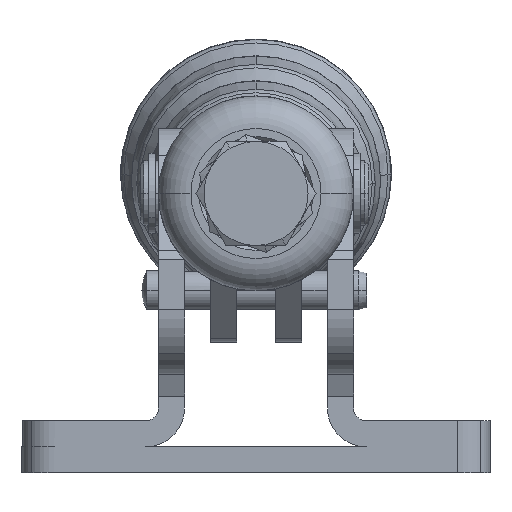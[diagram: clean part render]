
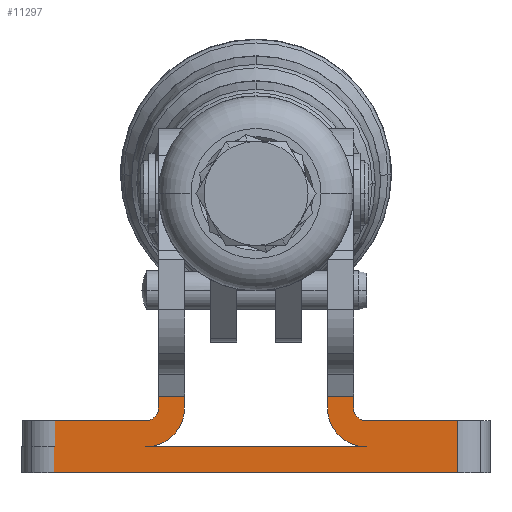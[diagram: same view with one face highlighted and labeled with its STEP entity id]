
A CAD part, left-side view. The second image highlights one B-rep face of the part: STEP entity #11297.
In plain terms, the highlighted planar face has unit normal (-1, 0, 0).
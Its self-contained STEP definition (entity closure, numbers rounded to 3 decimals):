
#3344=CARTESIAN_POINT('',(-71.807,-47.218,-40.696));
#3345=VERTEX_POINT('',#3344);
#3353=CARTESIAN_POINT('',(-71.807,-47.219,-40.696));
#3354=VERTEX_POINT('',#3353);
#3355=CARTESIAN_POINT('',(-66.807,-47.219,-40.696));
#3356=DIRECTION('',(0.,0.,-1.0));
#3357=DIRECTION('',(-0.707,0.707,0.));
#3358=AXIS2_PLACEMENT_3D('',#3355,#3356,#3357);
#3359=CIRCLE('',#3358,5.0);
#3360=EDGE_CURVE('',#3354,#3345,#3359,.T.);
#3362=CARTESIAN_POINT('',(-71.807,-47.219,-36.696));
#3363=VERTEX_POINT('',#3362);
#3364=CARTESIAN_POINT('',(-71.807,-47.219,-36.696));
#3365=DIRECTION('',(0.0,0.0,-1.0));
#3366=VECTOR('',#3365,4.0);
#3367=LINE('',#3364,#3366);
#3368=EDGE_CURVE('',#3363,#3354,#3367,.T.);
#3935=CARTESIAN_POINT('',(-71.807,-47.218,-44.696));
#3936=VERTEX_POINT('',#3935);
#3944=CARTESIAN_POINT('',(-71.807,-47.218,-44.696));
#3945=DIRECTION('',(0.0,0.0,1.0));
#3946=VECTOR('',#3945,4.);
#3947=LINE('',#3944,#3946);
#3948=EDGE_CURVE('',#3936,#3345,#3947,.T.);
#9256=CARTESIAN_POINT('',(-71.807,-109.218,-44.696));
#9257=VERTEX_POINT('',#9256);
#9265=CARTESIAN_POINT('',(-71.807,-47.218,-44.696));
#9266=DIRECTION('',(0.0,-1.0,0.0));
#9267=VECTOR('',#9266,62.);
#9268=LINE('',#9265,#9267);
#9269=EDGE_CURVE('',#3936,#9257,#9268,.T.);
#9423=CARTESIAN_POINT('',(-71.807,-95.219,-40.696));
#9424=VERTEX_POINT('',#9423);
#9441=CARTESIAN_POINT('',(-71.807,-61.219,-40.696));
#9442=VERTEX_POINT('',#9441);
#9449=CARTESIAN_POINT('',(-71.807,-95.219,-40.696));
#9450=DIRECTION('',(0.0,1.0,0.0));
#9451=VECTOR('',#9450,34.);
#9452=LINE('',#9449,#9451);
#9453=EDGE_CURVE('',#9424,#9442,#9452,.T.);
#9697=CARTESIAN_POINT('',(-71.807,-67.219,-34.696));
#9698=VERTEX_POINT('',#9697);
#9699=CARTESIAN_POINT('',(-71.807,-61.219,-34.696));
#9700=DIRECTION('',(-1.0,0.0,0.0));
#9701=DIRECTION('',(0.0,0.0,-1.0));
#9702=AXIS2_PLACEMENT_3D('',#9699,#9700,#9701);
#9703=CIRCLE('',#9702,6.);
#9704=EDGE_CURVE('',#9442,#9698,#9703,.T.);
#9751=CARTESIAN_POINT('',(-71.807,-63.219,-34.696));
#9752=VERTEX_POINT('',#9751);
#9753=CARTESIAN_POINT('',(-71.807,-61.219,-36.696));
#9754=VERTEX_POINT('',#9753);
#9755=CARTESIAN_POINT('',(-71.807,-61.219,-34.696));
#9756=DIRECTION('',(1.0,0.0,0.0));
#9757=DIRECTION('',(0.0,0.0,-1.0));
#9758=AXIS2_PLACEMENT_3D('',#9755,#9756,#9757);
#9759=CIRCLE('',#9758,2.);
#9760=EDGE_CURVE('',#9752,#9754,#9759,.T.);
#9826=CARTESIAN_POINT('',(-71.807,-47.219,-36.696));
#9827=DIRECTION('',(0.0,-1.0,0.0));
#9828=VECTOR('',#9827,14.);
#9829=LINE('',#9826,#9828);
#9830=EDGE_CURVE('',#3363,#9754,#9829,.T.);
#10380=CARTESIAN_POINT('',(-71.807,-63.219,-32.873));
#10381=VERTEX_POINT('',#10380);
#10388=CARTESIAN_POINT('',(-71.807,-67.219,-32.873));
#10389=VERTEX_POINT('',#10388);
#10390=CARTESIAN_POINT('',(-71.807,-67.219,-32.873));
#10391=DIRECTION('',(0.0,1.0,0.0));
#10392=VECTOR('',#10391,4.0);
#10393=LINE('',#10390,#10392);
#10394=EDGE_CURVE('',#10389,#10381,#10393,.T.);
#10489=CARTESIAN_POINT('',(-71.807,-63.219,-34.696));
#10490=DIRECTION('',(0.0,0.0,1.0));
#10491=VECTOR('',#10490,1.823);
#10492=LINE('',#10489,#10491);
#10493=EDGE_CURVE('',#9752,#10381,#10492,.T.);
#10567=CARTESIAN_POINT('',(-71.807,-67.219,-32.873));
#10568=DIRECTION('',(0.0,0.0,-1.0));
#10569=VECTOR('',#10568,1.823);
#10570=LINE('',#10567,#10569);
#10571=EDGE_CURVE('',#10389,#9698,#10570,.T.);
#10585=CARTESIAN_POINT('',(-71.807,-89.219,-34.696));
#10586=VERTEX_POINT('',#10585);
#10587=CARTESIAN_POINT('',(-71.807,-95.219,-34.696));
#10588=DIRECTION('',(1.0,0.0,0.0));
#10589=DIRECTION('',(0.0,0.0,-1.0));
#10590=AXIS2_PLACEMENT_3D('',#10587,#10588,#10589);
#10591=CIRCLE('',#10590,6.);
#10592=EDGE_CURVE('',#9424,#10586,#10591,.T.);
#10618=CARTESIAN_POINT('',(-71.807,-93.219,-34.696));
#10619=VERTEX_POINT('',#10618);
#10620=CARTESIAN_POINT('',(-71.807,-95.219,-36.696));
#10621=VERTEX_POINT('',#10620);
#10622=CARTESIAN_POINT('',(-71.807,-95.219,-34.696));
#10623=DIRECTION('',(-1.0,0.0,0.0));
#10624=DIRECTION('',(0.0,0.0,-1.0));
#10625=AXIS2_PLACEMENT_3D('',#10622,#10623,#10624);
#10626=CIRCLE('',#10625,2.);
#10627=EDGE_CURVE('',#10619,#10621,#10626,.T.);
#10661=CARTESIAN_POINT('',(-71.807,-109.218,-36.696));
#10662=VERTEX_POINT('',#10661);
#10663=CARTESIAN_POINT('',(-71.807,-109.218,-36.696));
#10664=DIRECTION('',(0.0,1.0,0.0));
#10665=VECTOR('',#10664,14.);
#10666=LINE('',#10663,#10665);
#10667=EDGE_CURVE('',#10662,#10621,#10666,.T.);
#10824=CARTESIAN_POINT('',(-71.807,-109.218,-36.696));
#10825=DIRECTION('',(0.0,0.0,-1.0));
#10826=VECTOR('',#10825,8.);
#10827=LINE('',#10824,#10826);
#10828=EDGE_CURVE('',#10662,#9257,#10827,.T.);
#11189=CARTESIAN_POINT('',(-71.807,-89.219,-32.873));
#11190=VERTEX_POINT('',#11189);
#11197=CARTESIAN_POINT('',(-71.807,-93.219,-32.873));
#11198=VERTEX_POINT('',#11197);
#11199=CARTESIAN_POINT('',(-71.807,-89.219,-32.873));
#11200=DIRECTION('',(0.0,-1.0,0.0));
#11201=VECTOR('',#11200,4.0);
#11202=LINE('',#11199,#11201);
#11203=EDGE_CURVE('',#11190,#11198,#11202,.T.);
#11262=CARTESIAN_POINT('',(-71.807,-89.219,-59.602));
#11263=DIRECTION('',(-1.0,0.0,0.0));
#11264=DIRECTION('',(0.0,-1.0,0.0));
#11265=AXIS2_PLACEMENT_3D('',#11262,#11263,#11264);
#11266=PLANE('',#11265);
#11267=CARTESIAN_POINT('',(-71.807,-93.219,-34.696));
#11268=DIRECTION('',(0.0,0.0,1.0));
#11269=VECTOR('',#11268,1.823);
#11270=LINE('',#11267,#11269);
#11271=EDGE_CURVE('',#10619,#11198,#11270,.T.);
#11272=ORIENTED_EDGE('',*,*,#11271,.T.);
#11273=ORIENTED_EDGE('',*,*,#11203,.F.);
#11274=CARTESIAN_POINT('',(-71.807,-89.219,-32.873));
#11275=DIRECTION('',(0.0,0.0,-1.0));
#11276=VECTOR('',#11275,1.823);
#11277=LINE('',#11274,#11276);
#11278=EDGE_CURVE('',#11190,#10586,#11277,.T.);
#11279=ORIENTED_EDGE('',*,*,#11278,.T.);
#11280=ORIENTED_EDGE('',*,*,#10592,.F.);
#11281=ORIENTED_EDGE('',*,*,#9453,.T.);
#11282=ORIENTED_EDGE('',*,*,#9704,.T.);
#11283=ORIENTED_EDGE('',*,*,#10571,.F.);
#11284=ORIENTED_EDGE('',*,*,#10394,.T.);
#11285=ORIENTED_EDGE('',*,*,#10493,.F.);
#11286=ORIENTED_EDGE('',*,*,#9760,.T.);
#11287=ORIENTED_EDGE('',*,*,#9830,.F.);
#11288=ORIENTED_EDGE('',*,*,#3368,.T.);
#11289=ORIENTED_EDGE('',*,*,#3360,.T.);
#11290=ORIENTED_EDGE('',*,*,#3948,.F.);
#11291=ORIENTED_EDGE('',*,*,#9269,.T.);
#11292=ORIENTED_EDGE('',*,*,#10828,.F.);
#11293=ORIENTED_EDGE('',*,*,#10667,.T.);
#11294=ORIENTED_EDGE('',*,*,#10627,.F.);
#11295=EDGE_LOOP('',(#11272,#11273,#11279,#11280,#11281,#11282,#11283,#11284,#11285,#11286,#11287,#11288,#11289,#11290,#11291,#11292,#11293,#11294));
#11296=FACE_OUTER_BOUND('',#11295,.T.);
#11297=ADVANCED_FACE('',(#11296),#11266,.T.);
